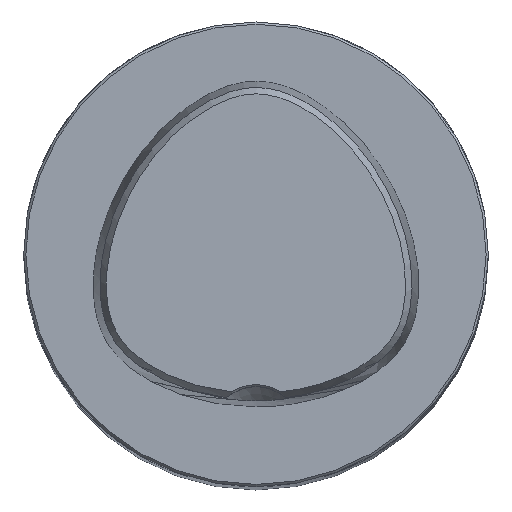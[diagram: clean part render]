
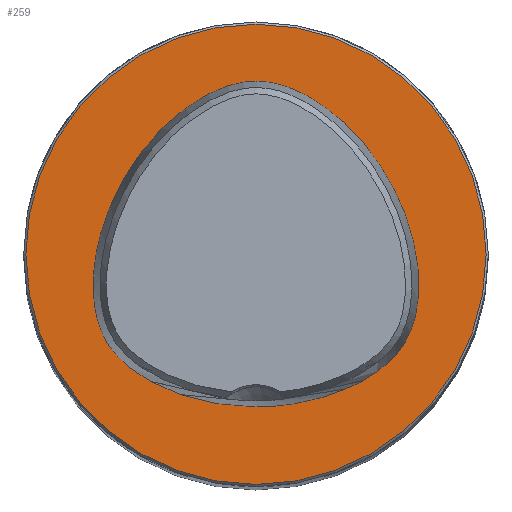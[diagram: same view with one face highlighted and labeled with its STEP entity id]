
A CAD part, top view. The second image highlights one B-rep face of the part: STEP entity #259.
In plain terms, the highlighted planar face has unit normal (0, 0, 1).
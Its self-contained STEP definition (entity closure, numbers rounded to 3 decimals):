
#219=FACE_BOUND('',#414,.T.);
#220=FACE_BOUND('',#415,.T.);
#259=ADVANCED_FACE('CU_E_LO_SU_1',(#219,#220),#321,.F.);
#321=PLANE('',#1119);
#414=EDGE_LOOP('',(#562));
#415=EDGE_LOOP('',(#563));
#494=CIRCLE('',#1118,31.2);
#562=ORIENTED_EDGE('',*,*,#896,.T.);
#563=ORIENTED_EDGE('',*,*,#935,.T.);
#796=VERTEX_POINT('',#1866);
#834=VERTEX_POINT('',#2398);
#896=EDGE_CURVE('',#796,#796,#1033,.T.);
#935=EDGE_CURVE('',#834,#834,#494,.T.);
#1033=B_SPLINE_CURVE_WITH_KNOTS('',3,(#1795,#1796,#1797,#1798,#1799,#1800,
#1801,#1802,#1803,#1804,#1805,#1806,#1807,#1808,#1809,#1810,#1811,#1812,
#1813,#1814,#1815,#1816,#1817,#1818,#1819,#1820,#1821,#1822,#1823,#1824,
#1825,#1826,#1827,#1828,#1829,#1830,#1831,#1832,#1833,#1834,#1835,#1836,
#1837,#1838,#1839,#1840,#1841,#1842,#1843,#1844,#1845,#1846,#1847,#1848,
#1849,#1850,#1851,#1852,#1853,#1854,#1855,#1856,#1857,#1858,#1859,#1860,
#1861,#1862,#1863,#1864,#1865),.UNSPECIFIED.,.T.,.F.,(1,1,2,1,1,1,1,1,1,
1,1,1,1,1,1,1,1,1,1,1,1,1,1,1,1,1,1,1,1,1,1,1,1,1,1,1,1,1,1,1,1,1,1,1,1,
1,1,1,1,1,1,1,1,1,1,1,1,1,1,1,1,1,1,1,1,1,1,1,1,1,2,1,1),(-0.031,-0.016,
0.,0.016,0.031,0.063,0.078,0.094,0.109,0.125,0.133,0.141,
0.148,0.156,0.164,0.172,0.18,0.188,0.195,0.203,
0.219,0.234,0.25,0.266,0.281,0.313,0.344,0.359,0.375,0.406,
0.422,0.438,0.453,0.469,0.484,0.492,0.5,0.508,0.516,
0.531,0.547,0.563,0.578,0.594,0.625,0.641,0.656,0.688,
0.719,0.734,0.75,0.766,0.781,0.797,0.805,0.813,0.82,
0.828,0.836,0.844,0.852,0.859,0.867,0.875,0.891,
0.906,0.922,0.938,0.969,0.984,1.,1.016,1.031),
 .UNSPECIFIED.);
#1118=AXIS2_PLACEMENT_3D('',#2397,#1243,#1244);
#1119=AXIS2_PLACEMENT_3D('',#2399,#1245,#1246);
#1243=DIRECTION('',(0.,0.,1.));
#1244=DIRECTION('',(1.,0.,0.));
#1245=DIRECTION('',(0.,0.,-1.));
#1246=DIRECTION('',(-1.,0.,0.));
#1795=CARTESIAN_POINT('',(0.721,-20.675,0.));
#1796=CARTESIAN_POINT('',(-0.721,-20.675,0.));
#1797=CARTESIAN_POINT('',(-2.165,-20.628,0.));
#1798=CARTESIAN_POINT('',(-5.038,-20.346,0.));
#1799=CARTESIAN_POINT('',(-7.877,-19.778,0.));
#1800=CARTESIAN_POINT('',(-10.631,-18.907,0.));
#1801=CARTESIAN_POINT('',(-12.641,-18.096,0.));
#1802=CARTESIAN_POINT('',(-14.576,-17.115,0.));
#1803=CARTESIAN_POINT('',(-16.103,-16.145,0.));
#1804=CARTESIAN_POINT('',(-17.253,-15.267,0.));
#1805=CARTESIAN_POINT('',(-18.072,-14.555,0.));
#1806=CARTESIAN_POINT('',(-18.838,-13.784,0.));
#1807=CARTESIAN_POINT('',(-19.538,-12.952,0.));
#1808=CARTESIAN_POINT('',(-20.159,-12.058,0.));
#1809=CARTESIAN_POINT('',(-20.688,-11.106,0.));
#1810=CARTESIAN_POINT('',(-21.12,-10.107,0.));
#1811=CARTESIAN_POINT('',(-21.46,-9.075,0.));
#1812=CARTESIAN_POINT('',(-21.718,-8.02,0.));
#1813=CARTESIAN_POINT('',(-21.963,-6.594,0.));
#1814=CARTESIAN_POINT('',(-22.104,-4.789,0.));
#1815=CARTESIAN_POINT('',(-22.053,-2.62,0.));
#1816=CARTESIAN_POINT('',(-21.81,-0.466,0.));
#1817=CARTESIAN_POINT('',(-21.395,1.661,0.));
#1818=CARTESIAN_POINT('',(-20.635,4.448,0.));
#1819=CARTESIAN_POINT('',(-19.324,7.819,0.));
#1820=CARTESIAN_POINT('',(-17.584,10.988,0.));
#1821=CARTESIAN_POINT('',(-15.954,13.372,0.));
#1822=CARTESIAN_POINT('',(-14.171,15.643,0.));
#1823=CARTESIAN_POINT('',(-12.16,17.727,0.));
#1824=CARTESIAN_POINT('',(-9.932,19.566,0.));
#1825=CARTESIAN_POINT('',(-8.152,20.804,0.));
#1826=CARTESIAN_POINT('',(-6.263,21.873,0.));
#1827=CARTESIAN_POINT('',(-4.268,22.734,0.));
#1828=CARTESIAN_POINT('',(-2.522,23.227,0.));
#1829=CARTESIAN_POINT('',(-1.087,23.439,0.));
#1830=CARTESIAN_POINT('',(0.,23.494,0.));
#1831=CARTESIAN_POINT('',(1.087,23.439,0.));
#1832=CARTESIAN_POINT('',(2.522,23.227,0.));
#1833=CARTESIAN_POINT('',(4.268,22.734,0.));
#1834=CARTESIAN_POINT('',(6.263,21.873,0.));
#1835=CARTESIAN_POINT('',(8.152,20.804,0.));
#1836=CARTESIAN_POINT('',(9.932,19.566,0.));
#1837=CARTESIAN_POINT('',(12.16,17.727,0.));
#1838=CARTESIAN_POINT('',(14.171,15.643,0.));
#1839=CARTESIAN_POINT('',(15.954,13.372,0.));
#1840=CARTESIAN_POINT('',(17.584,10.988,0.));
#1841=CARTESIAN_POINT('',(19.324,7.819,0.));
#1842=CARTESIAN_POINT('',(20.635,4.448,0.));
#1843=CARTESIAN_POINT('',(21.395,1.661,0.));
#1844=CARTESIAN_POINT('',(21.81,-0.466,0.));
#1845=CARTESIAN_POINT('',(22.053,-2.62,0.));
#1846=CARTESIAN_POINT('',(22.104,-4.789,0.));
#1847=CARTESIAN_POINT('',(21.963,-6.594,0.));
#1848=CARTESIAN_POINT('',(21.718,-8.02,0.));
#1849=CARTESIAN_POINT('',(21.46,-9.075,0.));
#1850=CARTESIAN_POINT('',(21.12,-10.107,0.));
#1851=CARTESIAN_POINT('',(20.688,-11.106,0.));
#1852=CARTESIAN_POINT('',(20.159,-12.058,0.));
#1853=CARTESIAN_POINT('',(19.538,-12.952,0.));
#1854=CARTESIAN_POINT('',(18.838,-13.784,0.));
#1855=CARTESIAN_POINT('',(18.072,-14.555,0.));
#1856=CARTESIAN_POINT('',(17.253,-15.267,0.));
#1857=CARTESIAN_POINT('',(16.103,-16.145,0.));
#1858=CARTESIAN_POINT('',(14.576,-17.115,0.));
#1859=CARTESIAN_POINT('',(12.641,-18.096,0.));
#1860=CARTESIAN_POINT('',(10.631,-18.907,0.));
#1861=CARTESIAN_POINT('',(7.877,-19.778,0.));
#1862=CARTESIAN_POINT('',(5.038,-20.346,0.));
#1863=CARTESIAN_POINT('',(2.165,-20.628,0.));
#1864=CARTESIAN_POINT('',(0.721,-20.675,0.));
#1865=CARTESIAN_POINT('',(-0.721,-20.675,0.));
#1866=CARTESIAN_POINT('',(0.,-20.675,0.));
#2397=CARTESIAN_POINT('',(0.,0.,0.));
#2398=CARTESIAN_POINT('',(31.2,0.,0.));
#2399=CARTESIAN_POINT('',(0.,1.392,0.));
